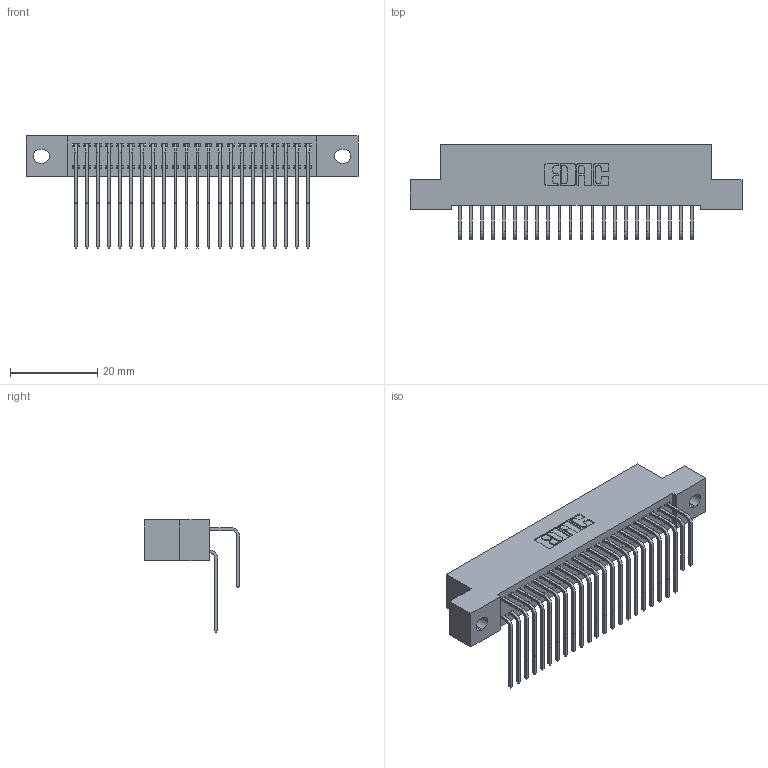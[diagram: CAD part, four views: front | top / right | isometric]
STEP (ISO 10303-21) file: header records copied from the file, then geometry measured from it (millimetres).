
FILE_DESCRIPTION (( 'STEP AP203' ), '1' );
FILE_NAME ('342-044-558-202.STEP', '2019-10-02T19:32:54', ( '' ), ( '' ), 'SwSTEP 2.0', 'SolidWorks 2016', '' );
FILE_SCHEMA (( 'CONFIG_CONTROL_DESIGN' ));
Length unit declared in the file: inch
Products named in the file (4): 342 Part_.128 Slot; 345-292-001_558 559 Tail - 1; 345-292-001_558 Tail - 2; 342-044-558-202
Assembly tree (45 placements, depth 2):
  342-044-558-202
    342 Part_.128 Slot
    345-292-001_558 559 Tail - 1  x22
    345-292-001_558 Tail - 2  x22
Bounding box: 76.2 x 21.91 x 25.78 mm (x, y, z)
Volume: 6953.6 mm3; surface area: 11733.6 mm2
Topology: 45 solids, 45 shells, 2490 faces, 7395 edges, 4870 vertices
Faces by surface type: plane 1742, cylinder 748
Entity records: 18527 total; most frequent: CARTESIAN_POINT 3145, ORIENTED_EDGE 3030, DIRECTION 2703, EDGE_CURVE 1515, VECTOR 1347, LINE 1347, VERTEX_POINT 1006, AXIS2_PLACEMENT_3D 678
